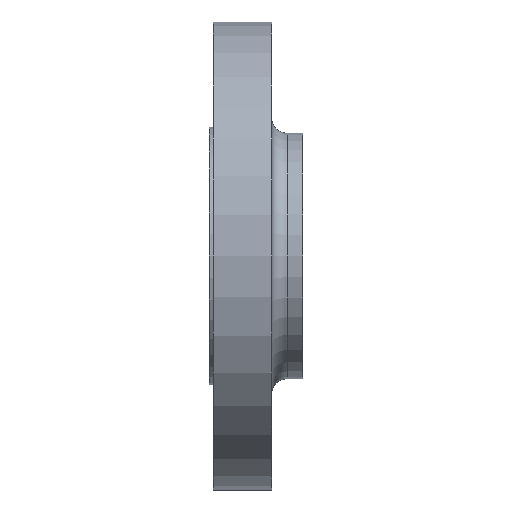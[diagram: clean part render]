
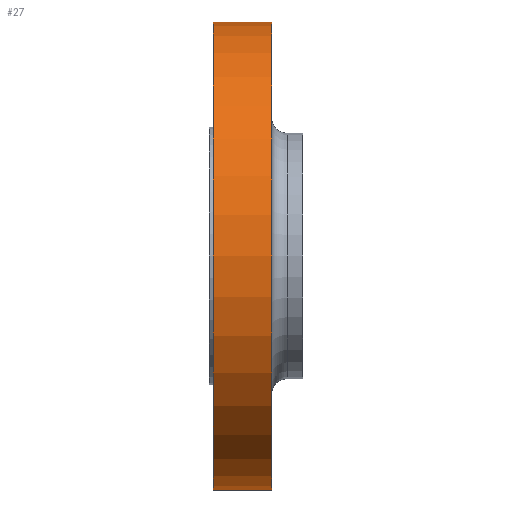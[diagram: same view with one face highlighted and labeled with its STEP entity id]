
A CAD part, front view. The second image highlights one B-rep face of the part: STEP entity #27.
In plain terms, the highlighted cylindrical face has radius 95.25 mm (diameter 190.5 mm), a partial arc.
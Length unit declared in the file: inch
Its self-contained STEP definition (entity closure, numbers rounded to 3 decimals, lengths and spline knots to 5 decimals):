
#18 = CYLINDRICAL_SURFACE ( 'NONE', #612, 3.75 ) ;
#20 = CARTESIAN_POINT ( 'NONE',  ( 0.85586, 0., -3.75 ) ) ;
#27 = ADVANCED_FACE ( 'NONE', ( #353 ), #18, .T. ) ;
#51 = EDGE_CURVE ( 'NONE', #438, #1011, #993, .T. ) ;
#73 = AXIS2_PLACEMENT_3D ( 'NONE', #156, #230, #780 ) ;
#115 = CARTESIAN_POINT ( 'NONE',  ( 0.85586, 0., 3.75 ) ) ;
#156 = CARTESIAN_POINT ( 'NONE',  ( 0.85586, 0., 0. ) ) ;
#168 = EDGE_LOOP ( 'NONE', ( #1045, #833, #819, #614 ) ) ;
#175 = VECTOR ( 'NONE', #179, 39.37008 ) ;
#179 = DIRECTION ( 'NONE',  ( -1., 0., 0. ) ) ;
#191 = DIRECTION ( 'NONE',  ( -1., 0., 0. ) ) ;
#230 = DIRECTION ( 'NONE',  ( -1., 0., 0. ) ) ;
#264 = CARTESIAN_POINT ( 'NONE',  ( 0., 0., 3.75 ) ) ;
#314 = CARTESIAN_POINT ( 'NONE',  ( -0.08164, 0., -3.75 ) ) ;
#337 = CARTESIAN_POINT ( 'NONE',  ( 0., 0., 0. ) ) ;
#353 = FACE_OUTER_BOUND ( 'NONE', #168, .T. ) ;
#404 = EDGE_CURVE ( 'NONE', #999, #608, #664, .T. ) ;
#430 = DIRECTION ( 'NONE',  ( -1., 0., 0. ) ) ;
#438 = VERTEX_POINT ( 'NONE', #115 ) ;
#501 = DIRECTION ( 'NONE',  ( 0., 0., 1. ) ) ;
#532 = CARTESIAN_POINT ( 'NONE',  ( -0.08164, 0., 0. ) ) ;
#608 = VERTEX_POINT ( 'NONE', #314 ) ;
#612 = AXIS2_PLACEMENT_3D ( 'NONE', #337, #430, #501 ) ;
#614 = ORIENTED_EDGE ( 'NONE', *, *, #1022, .F. ) ;
#664 = LINE ( 'NONE', #750, #175 ) ;
#682 = EDGE_CURVE ( 'NONE', #999, #438, #851, .T. ) ;
#738 = VECTOR ( 'NONE', #191, 39.37008 ) ;
#750 = CARTESIAN_POINT ( 'NONE',  ( 0., 0., -3.75 ) ) ;
#780 = DIRECTION ( 'NONE',  ( 0., 0., 1. ) ) ;
#784 = DIRECTION ( 'NONE',  ( 0., 0., 1. ) ) ;
#819 = ORIENTED_EDGE ( 'NONE', *, *, #51, .T. ) ;
#833 = ORIENTED_EDGE ( 'NONE', *, *, #682, .T. ) ;
#851 = CIRCLE ( 'NONE', #73, 3.75 ) ;
#855 = DIRECTION ( 'NONE',  ( -1., 0., 0. ) ) ;
#942 = AXIS2_PLACEMENT_3D ( 'NONE', #532, #855, #784 ) ;
#960 = CIRCLE ( 'NONE', #942, 3.75 ) ;
#990 = CARTESIAN_POINT ( 'NONE',  ( -0.08164, 0., 3.75 ) ) ;
#993 = LINE ( 'NONE', #264, #738 ) ;
#999 = VERTEX_POINT ( 'NONE', #20 ) ;
#1011 = VERTEX_POINT ( 'NONE', #990 ) ;
#1022 = EDGE_CURVE ( 'NONE', #608, #1011, #960, .T. ) ;
#1045 = ORIENTED_EDGE ( 'NONE', *, *, #404, .F. ) ;
